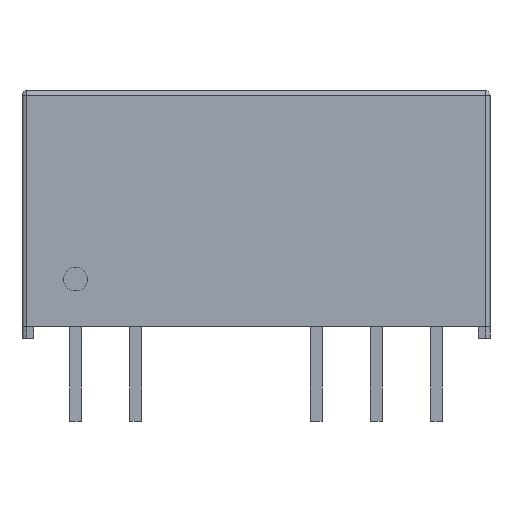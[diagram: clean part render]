
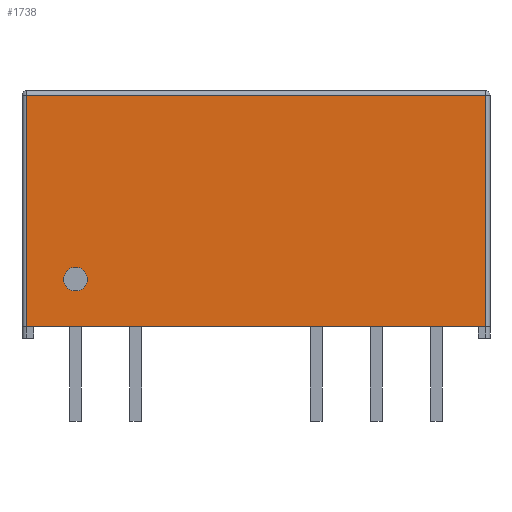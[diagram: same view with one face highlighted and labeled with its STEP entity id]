
A CAD part, front view. The second image highlights one B-rep face of the part: STEP entity #1738.
In plain terms, the highlighted planar face has unit normal (0, -1, 0).
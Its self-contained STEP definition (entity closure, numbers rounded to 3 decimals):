
#1228=CARTESIAN_POINT('',(-7.12,-4.8,2.5));
#1229=VERTEX_POINT('',#1228);
#1238=CARTESIAN_POINT('',(-8.12,-4.8,2.5));
#1239=VERTEX_POINT('',#1238);
#1240=CARTESIAN_POINT('',(-7.62,-4.8,2.5));
#1241=DIRECTION('',(0.0,-1.0,0.0));
#1242=DIRECTION('',(1.0,0.0,0.0));
#1243=AXIS2_PLACEMENT_3D('',#1240,#1241,#1242);
#1244=CIRCLE('',#1243,0.5);
#1245=EDGE_CURVE('',#1239,#1229,#1244,.F.);
#1270=CARTESIAN_POINT('',(9.675,-4.8,10.25));
#1271=VERTEX_POINT('',#1270);
#1340=CARTESIAN_POINT('',(-9.675,-4.8,10.25));
#1341=VERTEX_POINT('',#1340);
#1488=CARTESIAN_POINT('',(-9.675,-4.8,0.5));
#1489=VERTEX_POINT('',#1488);
#1497=CARTESIAN_POINT('',(-9.675,-4.8,0.5));
#1498=DIRECTION('',(0.0,0.0,1.0));
#1499=VECTOR('',#1498,9.75);
#1500=LINE('',#1497,#1499);
#1501=EDGE_CURVE('',#1489,#1341,#1500,.T.);
#1519=CARTESIAN_POINT('',(-9.675,-4.8,10.25));
#1520=DIRECTION('',(1.0,0.0,0.0));
#1521=VECTOR('',#1520,19.35);
#1522=LINE('',#1519,#1521);
#1523=EDGE_CURVE('',#1341,#1271,#1522,.T.);
#1594=CARTESIAN_POINT('',(9.675,-4.8,0.5));
#1595=VERTEX_POINT('',#1594);
#1612=CARTESIAN_POINT('',(9.675,-4.8,0.5));
#1613=DIRECTION('',(0.0,0.0,1.0));
#1614=VECTOR('',#1613,9.75);
#1615=LINE('',#1612,#1614);
#1616=EDGE_CURVE('',#1271,#1595,#1615,.F.);
#1681=CARTESIAN_POINT('',(-7.62,-4.8,2.5));
#1682=DIRECTION('',(0.0,-1.0,0.0));
#1683=DIRECTION('',(1.0,0.0,0.0));
#1684=AXIS2_PLACEMENT_3D('',#1681,#1682,#1683);
#1685=CIRCLE('',#1684,0.5);
#1686=EDGE_CURVE('',#1229,#1239,#1685,.F.);
#1718=CARTESIAN_POINT('',(11.125,-4.8,-1.8));
#1719=DIRECTION('',(0.0,-1.0,0.0));
#1720=DIRECTION('',(0.0,0.0,-1.0));
#1721=AXIS2_PLACEMENT_3D('',#1718,#1719,#1720);
#1722=PLANE('',#1721);
#1723=ORIENTED_EDGE('',*,*,#1501,.F.);
#1724=CARTESIAN_POINT('',(-9.675,-4.8,0.5));
#1725=DIRECTION('',(1.0,0.0,0.0));
#1726=VECTOR('',#1725,19.35);
#1727=LINE('',#1724,#1726);
#1728=EDGE_CURVE('',#1489,#1595,#1727,.T.);
#1729=ORIENTED_EDGE('',*,*,#1728,.T.);
#1730=ORIENTED_EDGE('',*,*,#1616,.F.);
#1731=ORIENTED_EDGE('',*,*,#1523,.F.);
#1732=EDGE_LOOP('',(#1723,#1729,#1730,#1731));
#1733=FACE_OUTER_BOUND('',#1732,.T.);
#1734=ORIENTED_EDGE('',*,*,#1245,.T.);
#1735=ORIENTED_EDGE('',*,*,#1686,.T.);
#1736=EDGE_LOOP('',(#1734,#1735));
#1737=FACE_BOUND('',#1736,.T.);
#1738=ADVANCED_FACE('',(#1733,#1737),#1722,.T.);
